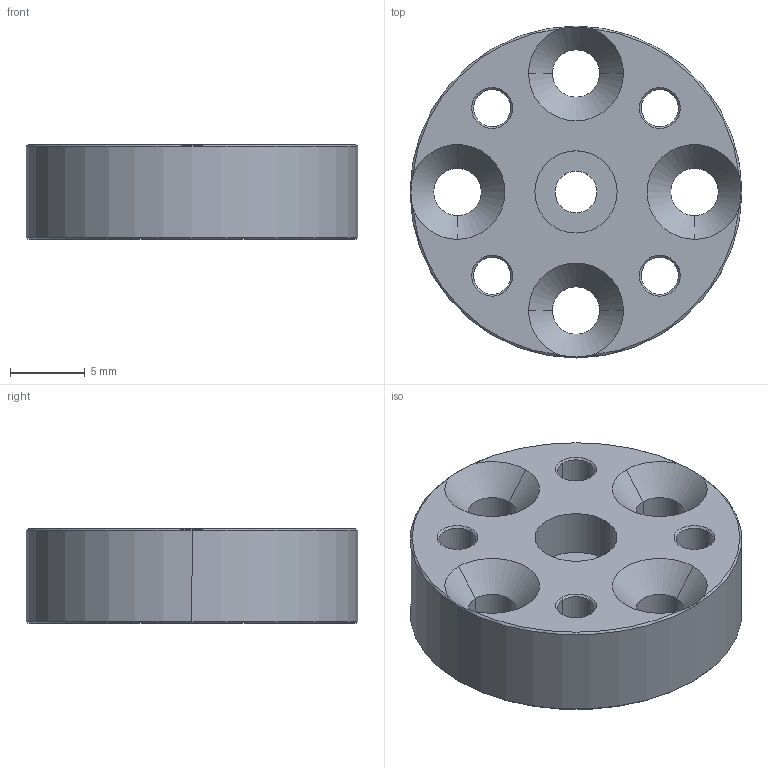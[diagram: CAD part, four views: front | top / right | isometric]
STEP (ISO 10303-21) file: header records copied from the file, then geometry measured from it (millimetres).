
FILE_DESCRIPTION((''),'2;1');
FILE_NAME('Servo Hub.stp','2008-12-20T16:34:22',('Owner'),(''),'Autodesk Inventor (R) 6.0','Autodesk Inventor (R) 6.0','');
FILE_SCHEMA(('AUTOMOTIVE_DESIGN { 1 0 10303 214 1 1 1 1 }'));
Length unit declared in the file: inch
Products named in the file (1): Servo Hub
Bounding box: 22.23 x 22.23 x 6.35 mm (x, y, z)
Volume: 1964.4 mm3; surface area: 1597.7 mm2
Topology: 1 solids, 1 shells, 63 faces, 154 edges, 90 vertices
Faces by surface type: cone 30, bspline 29, cylinder 2, plane 2
Entity records: 2287 total; most frequent: CARTESIAN_POINT 809, ORIENTED_EDGE 308, DIRECTION 306, EDGE_CURVE 154, AXIS2_PLACEMENT_3D 123, VERTEX_POINT 90, CIRCLE 88, EDGE_LOOP 78
